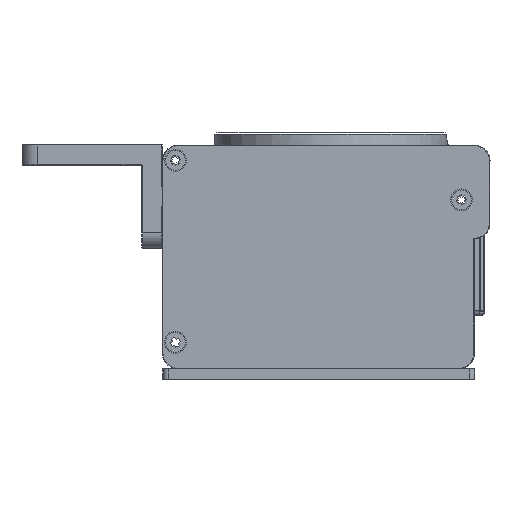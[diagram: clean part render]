
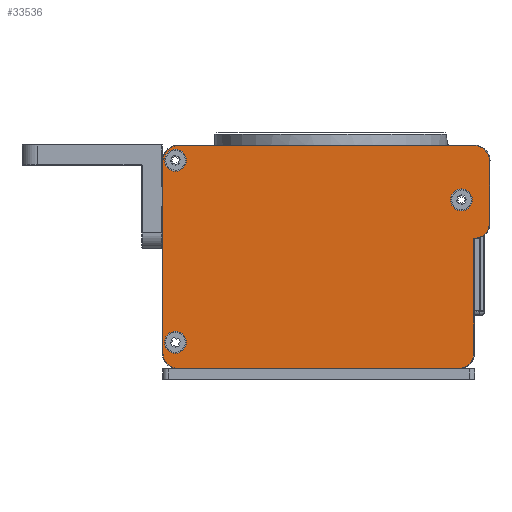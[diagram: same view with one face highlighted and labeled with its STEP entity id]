
A CAD part, front view. The second image highlights one B-rep face of the part: STEP entity #33536.
In plain terms, the highlighted planar face has unit normal (0, -1, 0).
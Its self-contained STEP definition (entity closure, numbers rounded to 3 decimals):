
#850=FACE_BOUND('',#5015,.T.);
#851=FACE_BOUND('',#5016,.T.);
#852=FACE_BOUND('',#5017,.T.);
#1931=PLANE('',#35845);
#3380=FACE_OUTER_BOUND('',#5014,.T.);
#5014=EDGE_LOOP('',(#31467,#31468,#31469,#31470,#31471,#31472,#31473,#31474,
#31475,#31476));
#5015=EDGE_LOOP('',(#31477));
#5016=EDGE_LOOP('',(#31478));
#5017=EDGE_LOOP('',(#31479));
#5802=CIRCLE('',#35846,2.9);
#5803=CIRCLE('',#35847,2.9);
#5804=CIRCLE('',#35848,2.9);
#5805=CIRCLE('',#35849,2.9);
#5806=CIRCLE('',#35850,2.9);
#5807=CIRCLE('',#35851,2.1);
#5808=CIRCLE('',#35852,2.1);
#5809=CIRCLE('',#35853,2.1);
#9883=LINE('',#56659,#14087);
#9884=LINE('',#56663,#14088);
#9885=LINE('',#56667,#14089);
#9886=LINE('',#56671,#14090);
#9887=LINE('',#56674,#14091);
#14087=VECTOR('',#44217,12.);
#14088=VECTOR('',#44220,57.);
#14089=VECTOR('',#44223,37.);
#14090=VECTOR('',#44226,54.);
#14091=VECTOR('',#44229,22.102);
#17825=VERTEX_POINT('',#56655);
#17826=VERTEX_POINT('',#56656);
#17827=VERTEX_POINT('',#56658);
#17828=VERTEX_POINT('',#56660);
#17829=VERTEX_POINT('',#56662);
#17830=VERTEX_POINT('',#56664);
#17831=VERTEX_POINT('',#56666);
#17832=VERTEX_POINT('',#56668);
#17833=VERTEX_POINT('',#56670);
#17834=VERTEX_POINT('',#56672);
#17835=VERTEX_POINT('',#56675);
#17836=VERTEX_POINT('',#56677);
#17837=VERTEX_POINT('',#56679);
#22937=EDGE_CURVE('',#17825,#17826,#5802,.T.);
#22938=EDGE_CURVE('',#17826,#17827,#9883,.T.);
#22939=EDGE_CURVE('',#17827,#17828,#5803,.T.);
#22940=EDGE_CURVE('',#17828,#17829,#9884,.T.);
#22941=EDGE_CURVE('',#17829,#17830,#5804,.T.);
#22942=EDGE_CURVE('',#17830,#17831,#9885,.T.);
#22943=EDGE_CURVE('',#17831,#17832,#5805,.T.);
#22944=EDGE_CURVE('',#17832,#17833,#9886,.T.);
#22945=EDGE_CURVE('',#17833,#17834,#5806,.T.);
#22946=EDGE_CURVE('',#17834,#17825,#9887,.T.);
#22947=EDGE_CURVE('',#17835,#17835,#5807,.T.);
#22948=EDGE_CURVE('',#17836,#17836,#5808,.T.);
#22949=EDGE_CURVE('',#17837,#17837,#5809,.T.);
#31467=ORIENTED_EDGE('',*,*,#22937,.T.);
#31468=ORIENTED_EDGE('',*,*,#22938,.T.);
#31469=ORIENTED_EDGE('',*,*,#22939,.T.);
#31470=ORIENTED_EDGE('',*,*,#22940,.T.);
#31471=ORIENTED_EDGE('',*,*,#22941,.T.);
#31472=ORIENTED_EDGE('',*,*,#22942,.T.);
#31473=ORIENTED_EDGE('',*,*,#22943,.T.);
#31474=ORIENTED_EDGE('',*,*,#22944,.T.);
#31475=ORIENTED_EDGE('',*,*,#22945,.T.);
#31476=ORIENTED_EDGE('',*,*,#22946,.T.);
#31477=ORIENTED_EDGE('',*,*,#22947,.F.);
#31478=ORIENTED_EDGE('',*,*,#22948,.F.);
#31479=ORIENTED_EDGE('',*,*,#22949,.F.);
#33536=ADVANCED_FACE('',(#3380,#850,#851,#852),#1931,.F.);
#35845=AXIS2_PLACEMENT_3D('',#56654,#44213,#44214);
#35846=AXIS2_PLACEMENT_3D('',#56657,#44215,#44216);
#35847=AXIS2_PLACEMENT_3D('',#56661,#44218,#44219);
#35848=AXIS2_PLACEMENT_3D('',#56665,#44221,#44222);
#35849=AXIS2_PLACEMENT_3D('',#56669,#44224,#44225);
#35850=AXIS2_PLACEMENT_3D('',#56673,#44227,#44228);
#35851=AXIS2_PLACEMENT_3D('',#56676,#44230,#44231);
#35852=AXIS2_PLACEMENT_3D('',#56678,#44232,#44233);
#35853=AXIS2_PLACEMENT_3D('',#56680,#44234,#44235);
#44213=DIRECTION('center_axis',(0.,1.,0.));
#44214=DIRECTION('ref_axis',(-1.,0.,0.));
#44215=DIRECTION('center_axis',(0.,-1.,0.));
#44216=DIRECTION('ref_axis',(0.707,0.,-0.707));
#44217=DIRECTION('',(0.,0.,1.));
#44218=DIRECTION('center_axis',(0.,-1.,0.));
#44219=DIRECTION('ref_axis',(0.707,0.,0.707));
#44220=DIRECTION('',(-1.,0.,0.));
#44221=DIRECTION('center_axis',(0.,-1.,0.));
#44222=DIRECTION('ref_axis',(-0.707,0.,0.707));
#44223=DIRECTION('',(0.,0.,-1.));
#44224=DIRECTION('center_axis',(0.,-1.,0.));
#44225=DIRECTION('ref_axis',(-0.707,0.,-0.707));
#44226=DIRECTION('',(1.,0.,0.));
#44227=DIRECTION('center_axis',(0.,-1.,0.));
#44228=DIRECTION('ref_axis',(0.707,0.,-0.707));
#44229=DIRECTION('',(0.,0.,1.));
#44230=DIRECTION('center_axis',(0.,-1.,0.));
#44231=DIRECTION('ref_axis',(-1.,0.,0.));
#44232=DIRECTION('center_axis',(0.,-1.,0.));
#44233=DIRECTION('ref_axis',(-1.,0.,0.));
#44234=DIRECTION('center_axis',(0.,-1.,0.));
#44235=DIRECTION('ref_axis',(-1.,0.,0.));
#56654=CARTESIAN_POINT('Origin',(-0.1,-52.,20.4));
#56655=CARTESIAN_POINT('',(29.8,-52.,24.002));
#56656=CARTESIAN_POINT('',(32.8,-52.,26.9));
#56657=CARTESIAN_POINT('Origin',(29.9,-52.,26.9));
#56658=CARTESIAN_POINT('',(32.8,-52.,38.9));
#56659=CARTESIAN_POINT('',(32.8,-52.,22.15));
#56660=CARTESIAN_POINT('',(29.9,-52.,41.8));
#56661=CARTESIAN_POINT('Origin',(29.9,-52.,38.9));
#56662=CARTESIAN_POINT('',(-27.1,-52.,41.8));
#56663=CARTESIAN_POINT('',(-15.1,-52.,41.8));
#56664=CARTESIAN_POINT('',(-30.,-52.,38.9));
#56665=CARTESIAN_POINT('Origin',(-27.1,-52.,38.9));
#56666=CARTESIAN_POINT('',(-30.,-52.,1.9));
#56667=CARTESIAN_POINT('',(-30.,-52.,9.65));
#56668=CARTESIAN_POINT('',(-27.1,-52.,-1.));
#56669=CARTESIAN_POINT('Origin',(-27.1,-52.,1.9));
#56670=CARTESIAN_POINT('',(26.9,-52.,-1.));
#56671=CARTESIAN_POINT('',(14.9,-52.,-1.));
#56672=CARTESIAN_POINT('',(29.8,-52.,1.9));
#56673=CARTESIAN_POINT('Origin',(26.9,-52.,1.9));
#56674=CARTESIAN_POINT('',(29.8,-52.,31.15));
#56675=CARTESIAN_POINT('',(-29.7,-52.,4.));
#56676=CARTESIAN_POINT('Origin',(-27.6,-52.,4.));
#56677=CARTESIAN_POINT('',(25.3,-52.,31.4));
#56678=CARTESIAN_POINT('Origin',(27.4,-52.,31.4));
#56679=CARTESIAN_POINT('',(-29.7,-52.,39.));
#56680=CARTESIAN_POINT('Origin',(-27.6,-52.,39.));
